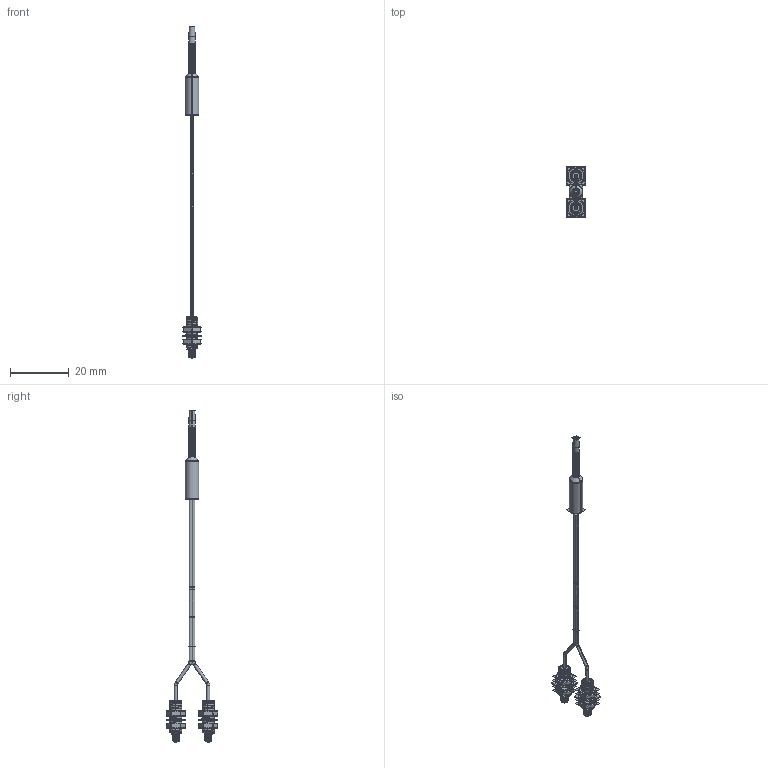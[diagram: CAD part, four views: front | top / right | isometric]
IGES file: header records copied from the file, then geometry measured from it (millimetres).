
Start section:  PTC IGES file: 193967.igs
Global section: file name: 193967.igs; native system: Creo Parametric by Parametric Technology Corporation; preprocessor: 2013230; author: pdmadmin; organization: Unknown; date: 20160309.123425; units: millimetre
Bounding box: 6.36 x 17.43 x 112.82 mm (x, y, z)
Volume: 632.2 mm3; surface area: 20268.5 mm2
Topology: 13 solids, 17 shells, 1624 faces, 8660 edges, 11266 vertices
Faces by surface type: revolution 1328, bspline 296
